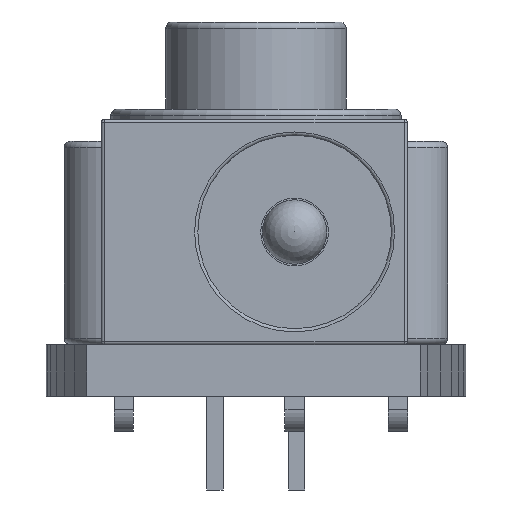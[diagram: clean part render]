
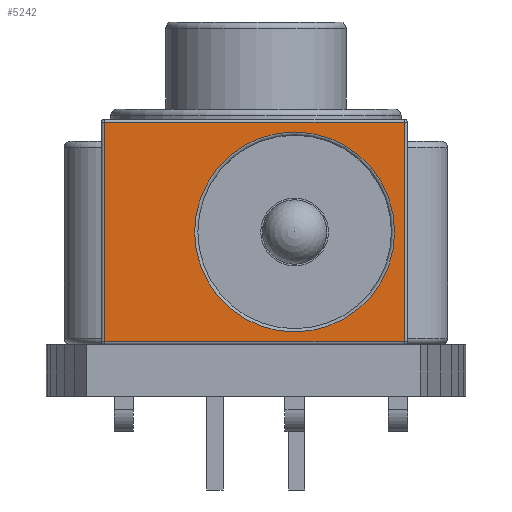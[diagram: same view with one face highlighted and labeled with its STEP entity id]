
A CAD part, front view. The second image highlights one B-rep face of the part: STEP entity #5242.
In plain terms, the highlighted planar face has unit normal (0, -1, 0).
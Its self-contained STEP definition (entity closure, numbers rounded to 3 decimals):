
#5132 = VERTEX_POINT('',#5133);
#5133 = CARTESIAN_POINT('',(0.1,0.,6.9));
#5165 = EDGE_CURVE('',#5132,#5166,#5168,.T.);
#5166 = VERTEX_POINT('',#5167);
#5167 = CARTESIAN_POINT('',(9.4,0.,6.9));
#5168 = LINE('',#5169,#5170);
#5169 = CARTESIAN_POINT('',(2.375,0.,6.9));
#5170 = VECTOR('',#5171,1.);
#5171 = DIRECTION('',(1.,0.,0.));
#5206 = VERTEX_POINT('',#5207);
#5207 = CARTESIAN_POINT('',(6.,0.,6.6));
#5214 = EDGE_CURVE('',#5206,#5215,#5217,.T.);
#5215 = VERTEX_POINT('',#5216);
#5216 = CARTESIAN_POINT('',(2.9,0.,3.5));
#5217 = CIRCLE('',#5218,3.1);
#5218 = AXIS2_PLACEMENT_3D('',#5219,#5220,#5221);
#5219 = CARTESIAN_POINT('',(6.,0.,3.5));
#5220 = DIRECTION('',(0.,-1.,0.));
#5221 = DIRECTION('',(1.,0.,0.));
#5223 = EDGE_CURVE('',#5215,#5206,#5224,.T.);
#5224 = CIRCLE('',#5225,3.1);
#5225 = AXIS2_PLACEMENT_3D('',#5226,#5227,#5228);
#5226 = CARTESIAN_POINT('',(6.,0.,3.5));
#5227 = DIRECTION('',(0.,-1.,0.));
#5228 = DIRECTION('',(1.,0.,0.));
#5242 = ADVANCED_FACE('',(#5243,#5268),#5272,.F.);
#5243 = FACE_BOUND('',#5244,.T.);
#5244 = EDGE_LOOP('',(#5245,#5246,#5254,#5262));
#5245 = ORIENTED_EDGE('',*,*,#5165,.F.);
#5246 = ORIENTED_EDGE('',*,*,#5247,.F.);
#5247 = EDGE_CURVE('',#5248,#5132,#5250,.T.);
#5248 = VERTEX_POINT('',#5249);
#5249 = CARTESIAN_POINT('',(0.1,0.,0.1));
#5250 = LINE('',#5251,#5252);
#5251 = CARTESIAN_POINT('',(0.1,0.,1.75));
#5252 = VECTOR('',#5253,1.);
#5253 = DIRECTION('',(0.,0.,1.));
#5254 = ORIENTED_EDGE('',*,*,#5255,.F.);
#5255 = EDGE_CURVE('',#5256,#5248,#5258,.T.);
#5256 = VERTEX_POINT('',#5257);
#5257 = CARTESIAN_POINT('',(9.4,0.,0.1));
#5258 = LINE('',#5259,#5260);
#5259 = CARTESIAN_POINT('',(7.125,0.,0.1));
#5260 = VECTOR('',#5261,1.);
#5261 = DIRECTION('',(-1.,0.,0.));
#5262 = ORIENTED_EDGE('',*,*,#5263,.F.);
#5263 = EDGE_CURVE('',#5166,#5256,#5264,.T.);
#5264 = LINE('',#5265,#5266);
#5265 = CARTESIAN_POINT('',(9.4,0.,5.25));
#5266 = VECTOR('',#5267,1.);
#5267 = DIRECTION('',(0.,0.,-1.));
#5268 = FACE_BOUND('',#5269,.T.);
#5269 = EDGE_LOOP('',(#5270,#5271));
#5270 = ORIENTED_EDGE('',*,*,#5223,.F.);
#5271 = ORIENTED_EDGE('',*,*,#5214,.F.);
#5272 = PLANE('',#5273);
#5273 = AXIS2_PLACEMENT_3D('',#5274,#5275,#5276);
#5274 = CARTESIAN_POINT('',(4.75,0.,3.5));
#5275 = DIRECTION('',(0.,1.,0.));
#5276 = DIRECTION('',(1.,0.,0.));
